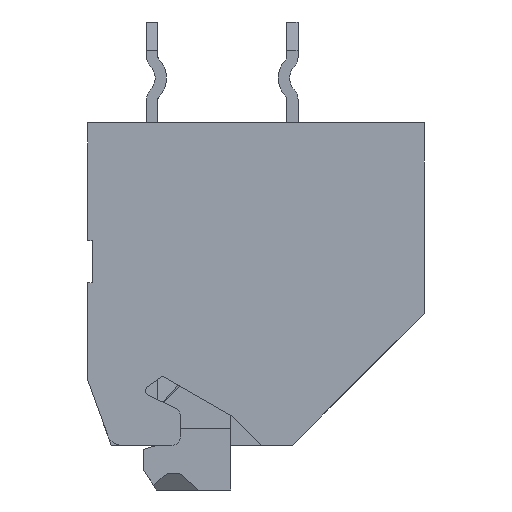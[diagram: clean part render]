
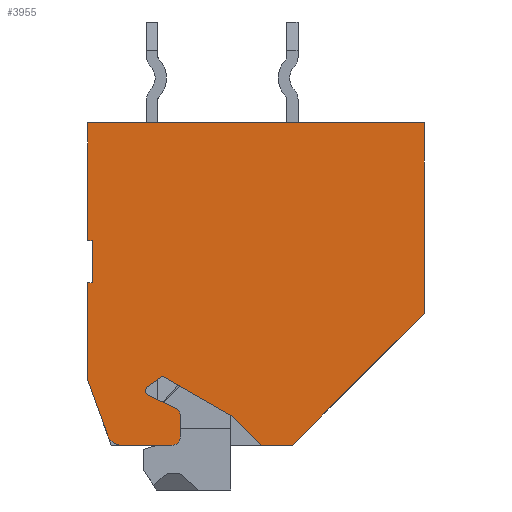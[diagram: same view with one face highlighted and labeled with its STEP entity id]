
A CAD part, front view. The second image highlights one B-rep face of the part: STEP entity #3955.
In plain terms, the highlighted planar face has unit normal (0, -1, 0).
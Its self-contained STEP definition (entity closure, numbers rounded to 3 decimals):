
#535=DIRECTION('',(0.,0.,-1.));
#536=VECTOR('',#535,4.2);
#537=CARTESIAN_POINT('',(0.,0.,-3.6));
#538=LINE('',#537,#536);
#547=DIRECTION('',(1.,0.,0.));
#548=VECTOR('',#547,0.15);
#549=CARTESIAN_POINT('',(0.,0.,-7.8));
#550=LINE('',#549,#548);
#559=DIRECTION('',(0.,0.,-1.));
#560=VECTOR('',#559,1.5);
#561=CARTESIAN_POINT('',(0.15,0.,-7.8));
#562=LINE('',#561,#560);
#571=DIRECTION('',(-1.,0.,0.));
#572=VECTOR('',#571,0.15);
#573=CARTESIAN_POINT('',(0.15,0.,-9.3));
#574=LINE('',#573,#572);
#583=DIRECTION('',(0.,0.,-1.));
#584=VECTOR('',#583,3.5);
#585=CARTESIAN_POINT('',(0.,0.,-9.3));
#586=LINE('',#585,#584);
#634=DIRECTION('',(1.,0.,0.));
#635=VECTOR('',#634,1.813);
#636=CARTESIAN_POINT('',(1.187,0.,-15.1));
#637=LINE('',#636,#635);
#1033=DIRECTION('',(1.,0.,0.));
#1034=VECTOR('',#1033,12.);
#1035=CARTESIAN_POINT('',(0.,0.,-3.6));
#1036=LINE('',#1035,#1034);
#1037=DIRECTION('',(0.,0.,-1.));
#1038=VECTOR('',#1037,6.8);
#1039=CARTESIAN_POINT('',(12.,0.,-3.6));
#1040=LINE('',#1039,#1038);
#1041=DIRECTION('',(-0.707,0.,-0.707));
#1042=VECTOR('',#1041,6.647);
#1043=CARTESIAN_POINT('',(12.,0.,-10.4));
#1044=LINE('',#1043,#1042);
#1045=DIRECTION('',(-0.707,0.,0.707));
#1046=VECTOR('',#1045,1.414);
#1047=CARTESIAN_POINT('',(6.2,0.,-15.1));
#1048=LINE('',#1047,#1046);
#1049=DIRECTION('',(-0.866,0.,0.5));
#1050=VECTOR('',#1049,2.929);
#1051=CARTESIAN_POINT('',(5.2,0.,-14.1));
#1052=LINE('',#1051,#1050);
#1053=DIRECTION('',(-0.819,0.,-0.574));
#1054=VECTOR('',#1053,0.623);
#1055=CARTESIAN_POINT('',(2.663,0.,-12.635));
#1056=LINE('',#1055,#1054);
#1057=CARTESIAN_POINT('',(2.268,0.,-13.157));
#1058=DIRECTION('',(0.,-1.,0.));
#1059=DIRECTION('',(-0.574,0.,0.819));
#1060=AXIS2_PLACEMENT_3D('',#1057,#1058,#1059);
#1062=DIRECTION('',(0.906,0.,-0.423));
#1063=VECTOR('',#1062,1.041);
#1064=CARTESIAN_POINT('',(2.183,0.,-13.338));
#1065=LINE('',#1064,#1063);
#1066=CARTESIAN_POINT('',(3.,0.,-14.05));
#1067=DIRECTION('',(0.,1.,0.));
#1068=DIRECTION('',(0.423,0.,0.906));
#1069=AXIS2_PLACEMENT_3D('',#1066,#1067,#1068);
#1071=CARTESIAN_POINT('',(3.,0.,-14.8));
#1072=DIRECTION('',(0.,1.,0.));
#1073=DIRECTION('',(1.,0.,0.));
#1074=AXIS2_PLACEMENT_3D('',#1071,#1072,#1073);
#1076=CARTESIAN_POINT('',(1.187,0.,-14.6));
#1077=DIRECTION('',(0.,1.,0.));
#1078=DIRECTION('',(0.,0.,-1.));
#1079=AXIS2_PLACEMENT_3D('',#1076,#1077,#1078);
#1081=DIRECTION('',(-0.342,0.,0.94));
#1082=VECTOR('',#1081,2.098);
#1083=CARTESIAN_POINT('',(0.717,0.,-14.771));
#1084=LINE('',#1083,#1082);
#1415=DIRECTION('',(1.,0.,0.));
#1416=VECTOR('',#1415,1.1);
#1417=CARTESIAN_POINT('',(6.2,0.,-15.1));
#1418=LINE('',#1417,#1416);
#1809=DIRECTION('',(0.,0.,1.));
#1810=VECTOR('',#1809,0.75);
#1811=CARTESIAN_POINT('',(3.3,0.,-14.8));
#1812=LINE('',#1811,#1810);
#1902=CARTESIAN_POINT('',(12.,0.,-3.6));
#1903=VERTEX_POINT('',#1902);
#1906=CARTESIAN_POINT('',(0.,0.,-3.6));
#1907=VERTEX_POINT('',#1906);
#1908=CARTESIAN_POINT('',(12.,0.,-10.4));
#1909=VERTEX_POINT('',#1908);
#1910=CARTESIAN_POINT('',(7.3,0.,-15.1));
#1911=VERTEX_POINT('',#1910);
#1912=CARTESIAN_POINT('',(6.2,0.,-15.1));
#1913=CARTESIAN_POINT('',(5.2,0.,-14.1));
#1914=VERTEX_POINT('',#1912);
#1915=VERTEX_POINT('',#1913);
#1916=CARTESIAN_POINT('',(2.663,0.,-12.635));
#1917=VERTEX_POINT('',#1916);
#1918=CARTESIAN_POINT('',(2.153,0.,-12.993));
#1919=VERTEX_POINT('',#1918);
#1920=CARTESIAN_POINT('',(2.183,0.,-13.338));
#1921=VERTEX_POINT('',#1920);
#1922=CARTESIAN_POINT('',(3.127,0.,-13.778));
#1923=VERTEX_POINT('',#1922);
#1924=CARTESIAN_POINT('',(3.3,0.,-14.05));
#1925=VERTEX_POINT('',#1924);
#1926=CARTESIAN_POINT('',(3.3,0.,-14.8));
#1927=CARTESIAN_POINT('',(3.,0.,-15.1));
#1928=VERTEX_POINT('',#1926);
#1929=VERTEX_POINT('',#1927);
#1930=CARTESIAN_POINT('',(1.187,0.,-15.1));
#1931=CARTESIAN_POINT('',(0.717,0.,-14.771));
#1932=VERTEX_POINT('',#1930);
#1933=VERTEX_POINT('',#1931);
#1934=CARTESIAN_POINT('',(0.,0.,-12.8));
#1935=VERTEX_POINT('',#1934);
#1936=CARTESIAN_POINT('',(0.,0.,-7.8));
#1937=VERTEX_POINT('',#1936);
#1940=CARTESIAN_POINT('',(0.15,0.,-7.8));
#1941=VERTEX_POINT('',#1940);
#1942=CARTESIAN_POINT('',(0.15,0.,-9.3));
#1943=VERTEX_POINT('',#1942);
#1944=CARTESIAN_POINT('',(0.,0.,-9.3));
#1945=VERTEX_POINT('',#1944);
#3920=CARTESIAN_POINT('',(6.,0.,-9.35));
#3921=DIRECTION('',(0.,1.,0.));
#3922=DIRECTION('',(1.,0.,0.));
#3923=AXIS2_PLACEMENT_3D('',#3920,#3921,#3922);
#3924=PLANE('',#3923);
#3925=ORIENTED_EDGE('',*,*,#3169,.F.);
#3927=ORIENTED_EDGE('',*,*,#3926,.T.);
#3928=ORIENTED_EDGE('',*,*,#2744,.T.);
#3930=ORIENTED_EDGE('',*,*,#3929,.T.);
#3932=ORIENTED_EDGE('',*,*,#3931,.F.);
#3933=ORIENTED_EDGE('',*,*,#3378,.T.);
#3935=ORIENTED_EDGE('',*,*,#3934,.T.);
#3936=ORIENTED_EDGE('',*,*,#3725,.T.);
#3938=ORIENTED_EDGE('',*,*,#3937,.T.);
#3940=ORIENTED_EDGE('',*,*,#3939,.T.);
#3942=ORIENTED_EDGE('',*,*,#3941,.T.);
#3944=ORIENTED_EDGE('',*,*,#3943,.F.);
#3945=ORIENTED_EDGE('',*,*,#3910,.T.);
#3946=ORIENTED_EDGE('',*,*,#3342,.F.);
#3947=ORIENTED_EDGE('',*,*,#3264,.T.);
#3948=ORIENTED_EDGE('',*,*,#3248,.T.);
#3949=ORIENTED_EDGE('',*,*,#3229,.F.);
#3950=ORIENTED_EDGE('',*,*,#3214,.F.);
#3951=ORIENTED_EDGE('',*,*,#3199,.F.);
#3952=ORIENTED_EDGE('',*,*,#3184,.F.);
#3953=EDGE_LOOP('',(#3925,#3927,#3928,#3930,#3932,#3933,#3935,#3936,#3938,#3940,
#3942,#3944,#3945,#3946,#3947,#3948,#3949,#3950,#3951,#3952));
#3954=FACE_OUTER_BOUND('',#3953,.F.);
#1061=CIRCLE('',#1060,0.2);
#1070=CIRCLE('',#1069,0.3);
#1075=CIRCLE('',#1074,0.3);
#1080=CIRCLE('',#1079,0.5);
#2744=EDGE_CURVE('',#1903,#1909,#1040,.T.);
#3169=EDGE_CURVE('',#1907,#1937,#538,.T.);
#3184=EDGE_CURVE('',#1937,#1941,#550,.T.);
#3199=EDGE_CURVE('',#1941,#1943,#562,.T.);
#3214=EDGE_CURVE('',#1943,#1945,#574,.T.);
#3229=EDGE_CURVE('',#1945,#1935,#586,.T.);
#3248=EDGE_CURVE('',#1933,#1935,#1084,.T.);
#3264=EDGE_CURVE('',#1932,#1933,#1080,.T.);
#3342=EDGE_CURVE('',#1932,#1929,#637,.T.);
#3378=EDGE_CURVE('',#1914,#1915,#1048,.T.);
#3725=EDGE_CURVE('',#1917,#1919,#1056,.T.);
#3910=EDGE_CURVE('',#1928,#1929,#1075,.T.);
#3926=EDGE_CURVE('',#1907,#1903,#1036,.T.);
#3929=EDGE_CURVE('',#1909,#1911,#1044,.T.);
#3931=EDGE_CURVE('',#1914,#1911,#1418,.T.);
#3934=EDGE_CURVE('',#1915,#1917,#1052,.T.);
#3937=EDGE_CURVE('',#1919,#1921,#1061,.T.);
#3939=EDGE_CURVE('',#1921,#1923,#1065,.T.);
#3941=EDGE_CURVE('',#1923,#1925,#1070,.T.);
#3943=EDGE_CURVE('',#1928,#1925,#1812,.T.);
#3955=ADVANCED_FACE('',(#3954),#3924,.F.);
